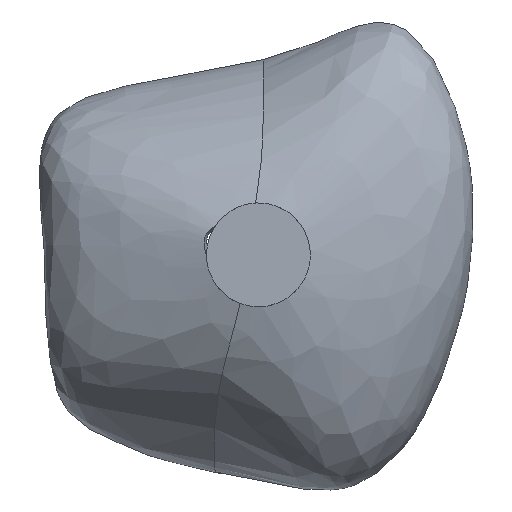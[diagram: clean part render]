
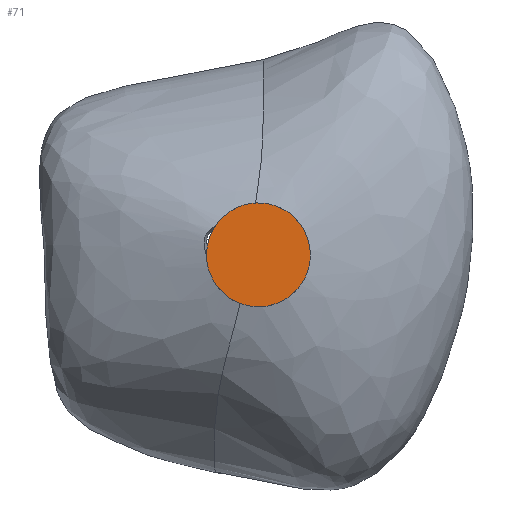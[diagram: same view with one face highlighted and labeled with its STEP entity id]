
A CAD part, top view. The second image highlights one B-rep face of the part: STEP entity #71.
In plain terms, the highlighted planar face has unit normal (0, 0, 1).
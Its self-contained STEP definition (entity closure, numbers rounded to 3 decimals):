
#71=ADVANCED_FACE('',(#86),#208,.T.);
#86=FACE_OUTER_BOUND('',#101,.T.);
#101=EDGE_LOOP('',(#119));
#119=ORIENTED_EDGE('',*,*,#163,.T.);
#163=EDGE_CURVE('',#195,#195,#187,.T.);
#187=(
BOUNDED_CURVE()
B_SPLINE_CURVE(2,(#299,#300,#301,#302,#303,#304,#305,#306,#307),
 .UNSPECIFIED.,.T.,.F.)
B_SPLINE_CURVE_WITH_KNOTS((3,2,2,2,3),(0.,3.534,7.069,
10.603,14.137),.UNSPECIFIED.)
CURVE()
GEOMETRIC_REPRESENTATION_ITEM()
RATIONAL_B_SPLINE_CURVE((1.,0.707,1.,0.707,1.,0.707,
1.,0.707,1.))
REPRESENTATION_ITEM('')
);
#195=VERTEX_POINT('',#296);
#208=PLANE('',#235);
#235=AXIS2_PLACEMENT_3D('',#267,#242,$);
#242=DIRECTION('',(0.,0.,1.));
#267=CARTESIAN_POINT('',(-71.438,-71.438,925.497));
#296=CARTESIAN_POINT('',(57.15,0.,925.497));
#299=CARTESIAN_POINT('',(57.15,0.,925.497));
#300=CARTESIAN_POINT('',(57.15,57.15,925.497));
#301=CARTESIAN_POINT('',(0.,57.15,925.497));
#302=CARTESIAN_POINT('',(-57.15,57.15,925.497));
#303=CARTESIAN_POINT('',(-57.15,0.,925.497));
#304=CARTESIAN_POINT('',(-57.15,-57.15,925.497));
#305=CARTESIAN_POINT('',(0.,-57.15,925.497));
#306=CARTESIAN_POINT('',(57.15,-57.15,925.497));
#307=CARTESIAN_POINT('',(57.15,0.,925.497));
